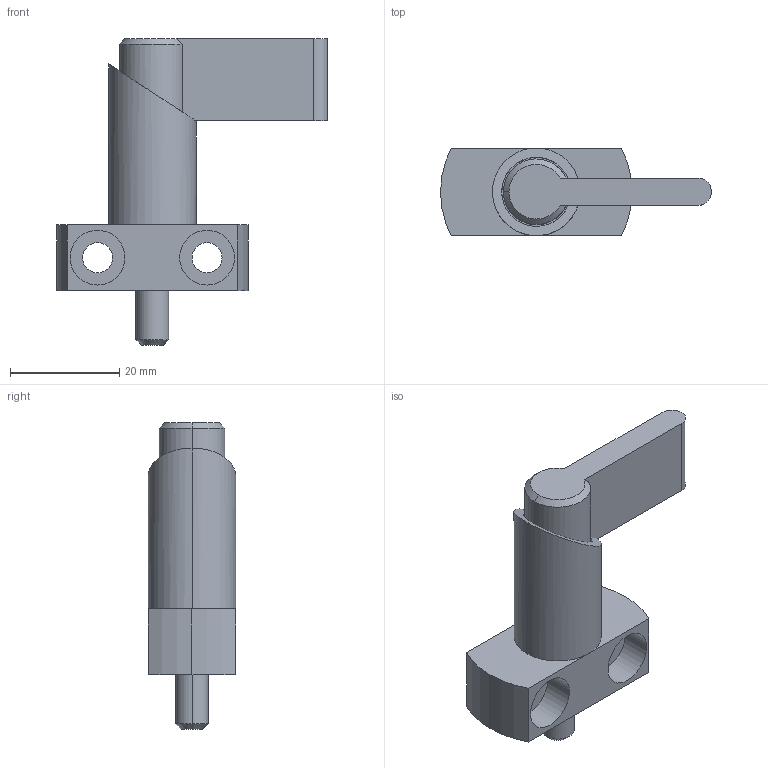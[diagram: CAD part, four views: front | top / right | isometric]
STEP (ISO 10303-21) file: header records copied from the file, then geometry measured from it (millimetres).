
FILE_DESCRIPTION(('STEP AP214'),'1');
FILE_NAME(' ',' ',('TraceParts'),('TraceParts S.A.'),'XStep 1.0',' ',' ');
FILE_SCHEMA(('automotive_design'));
Length unit declared in the file: millimetre
Products named in the file (2): 1; 2
Bounding box: 49.5 x 16 x 56 mm (x, y, z)
Volume: 12203.2 mm3; surface area: 8226.6 mm2
Topology: 2 solids, 2 shells, 49 faces, 112 edges, 73 vertices
Faces by surface type: cylinder 28, plane 17, cone 4
Entity records: 2768 total; most frequent: DIRECTION 276, CARTESIAN_POINT 240, STYLED_ITEM 234, PRESENTATION_STYLE_ASSIGNMENT 234, COLOUR_RGB 234, ORIENTED_EDGE 224, AXIS2_PLACEMENT_3D 115, EDGE_CURVE 112
